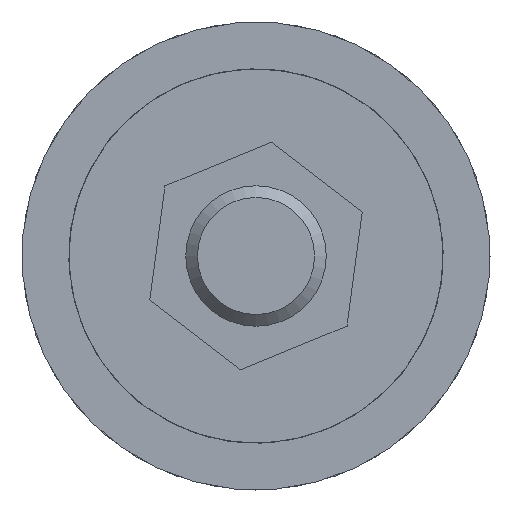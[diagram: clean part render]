
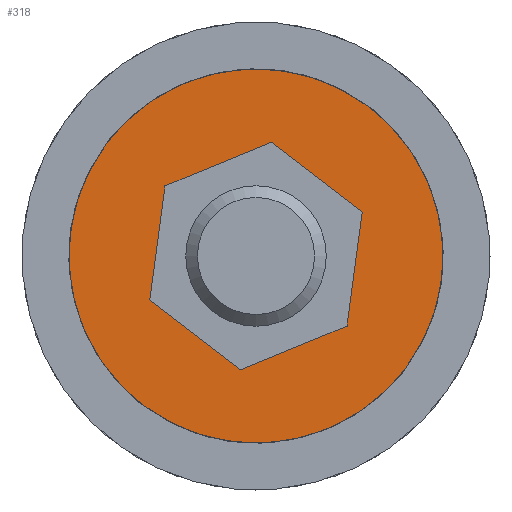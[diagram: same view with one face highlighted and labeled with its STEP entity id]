
A CAD part, left-side view. The second image highlights one B-rep face of the part: STEP entity #318.
In plain terms, the highlighted planar face has unit normal (-1, 0, 0).
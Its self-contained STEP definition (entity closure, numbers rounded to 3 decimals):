
#7 = CARTESIAN_POINT ( 'NONE',  ( -24.935, 0.519, 4.95 ) ) ;
#12 = AXIS2_PLACEMENT_3D ( 'NONE', #245, #471, #299 ) ;
#31 = ORIENTED_EDGE ( 'NONE', *, *, #102, .T. ) ;
#42 = EDGE_CURVE ( 'NONE', #541, #541, #267, .T. ) ;
#78 = PLANE ( 'NONE',  #404 ) ;
#94 = DIRECTION ( 'NONE',  ( 0., -0.751, 0.66 ) ) ;
#102 = EDGE_CURVE ( 'NONE', #154, #154, #286, .T. ) ;
#106 = AXIS2_PLACEMENT_3D ( 'NONE', #240, #507, #94 ) ;
#154 = VERTEX_POINT ( 'NONE', #378 ) ;
#183 = EDGE_LOOP ( 'NONE', ( #535 ) ) ;
#240 = CARTESIAN_POINT ( 'NONE',  ( -24.935, 6.154, 0. ) ) ;
#245 = CARTESIAN_POINT ( 'NONE',  ( -24.935, 6.154, 0. ) ) ;
#265 = CARTESIAN_POINT ( 'NONE',  ( -24.935, 6.154, 0. ) ) ;
#267 = CIRCLE ( 'NONE', #106, 7.5 ) ;
#286 = CIRCLE ( 'NONE', #12, 16. ) ;
#299 = DIRECTION ( 'NONE',  ( 0., -0.751, 0.66 ) ) ;
#318 = ADVANCED_FACE ( 'NONE', ( #576, #351 ), #78, .T. ) ;
#351 = FACE_BOUND ( 'NONE', #183, .T. ) ;
#378 = CARTESIAN_POINT ( 'NONE',  ( -24.935, -5.866, 10.56 ) ) ;
#404 = AXIS2_PLACEMENT_3D ( 'NONE', #265, #533, #446 ) ;
#446 = DIRECTION ( 'NONE',  ( 0., -0.751, 0.66 ) ) ;
#471 = DIRECTION ( 'NONE',  ( -1., 0., 0. ) ) ;
#507 = DIRECTION ( 'NONE',  ( -1., 0., 0. ) ) ;
#525 = EDGE_LOOP ( 'NONE', ( #31 ) ) ;
#533 = DIRECTION ( 'NONE',  ( -1., 0., 0. ) ) ;
#535 = ORIENTED_EDGE ( 'NONE', *, *, #42, .F. ) ;
#541 = VERTEX_POINT ( 'NONE', #7 ) ;
#576 = FACE_OUTER_BOUND ( 'NONE', #525, .T. ) ;
